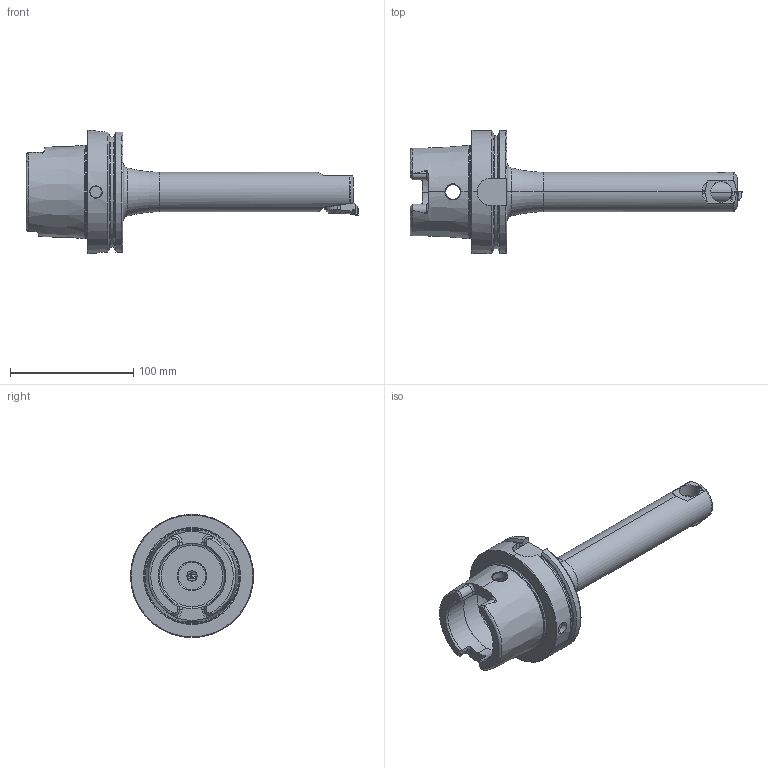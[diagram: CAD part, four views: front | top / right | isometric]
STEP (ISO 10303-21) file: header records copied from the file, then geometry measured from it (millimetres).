
FILE_DESCRIPTION (( 'STEP AP214' ), '1' );
FILE_NAME ('HA0.F32.K22.220.STEP', '2024-08-20T12:20:00', ( '' ), ( '' ), 'SwSTEP 2.0', 'SolidWorks 2022', '' );
FILE_SCHEMA (( 'AUTOMOTIVE_DESIGN' ));
Length unit declared in the file: millimetre
Products named in the file (15): F32-BG2.009.012_A; WCA-ER2.001.006_A; HA0.F32.K22.220; DIN 3771 - 15x1; F32-BG2.014.012_A; F32-WCA.001.007; F32; HA0-F32.K20.220_B_Fertigbearbeitung; F32-BG2.017.003_A; F32-ER1.101.010_A; F32-WCA.001.007_C_fertigbearbeitet; CCMT060204; F32-BG1.010.006_A; F32-BG2.017.004_A; F32-BG1.002.017_B
Assembly tree (14 placements, depth 3):
  HA0.F32.K22.220
    HA0-F32.K20.220_B_Fertigbearbeitung
    F32-ER1.101.010_A
    F32-WCA.001.007
      F32-WCA.001.007_C_fertigbearbeitet
      CCMT060204
      WCA-ER2.001.006_A
    F32
      F32-BG1.002.017_B
      F32-BG2.014.012_A
      DIN 3771 - 15x1
      F32-BG2.017.003_A
      F32-BG2.017.004_A
      F32-BG2.009.012_A
      F32-BG1.010.006_A
Bounding box: 269.9 x 100 x 100 mm (x, y, z)
Volume: 397605.5 mm3; surface area: 80525.4 mm2
Topology: 12 solids, 12 shells, 833 faces, 2187 edges, 1379 vertices
Faces by surface type: plane 336, cone 191, cylinder 171, torus 82, bspline 51, sphere 2
Entity records: 32261 total; most frequent: CARTESIAN_POINT 10166, ORIENTED_EDGE 4342, DIRECTION 3704, EDGE_CURVE 2171, AXIS2_PLACEMENT_3D 1447, VERTEX_POINT 1379, EDGE_LOOP 882, ADVANCED_FACE 833
